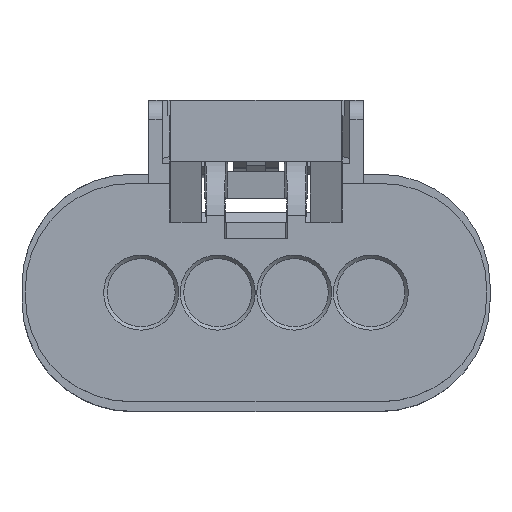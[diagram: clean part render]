
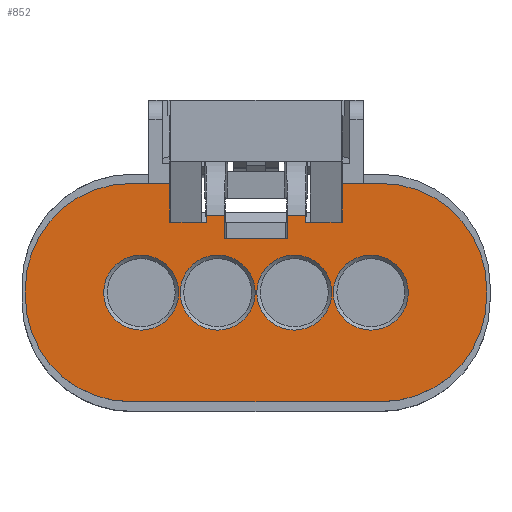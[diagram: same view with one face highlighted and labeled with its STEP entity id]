
A CAD part, top view. The second image highlights one B-rep face of the part: STEP entity #852.
In plain terms, the highlighted planar face has unit normal (0, 0, 1).
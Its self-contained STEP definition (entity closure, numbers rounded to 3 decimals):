
#852=ADVANCED_FACE('',(#1474,#1475,#1476,#1477,#1478),#1252,.T.);
#1252=PLANE('',#9240);
#1474=FACE_BOUND('',#1704,.T.);
#1475=FACE_BOUND('',#1705,.T.);
#1476=FACE_BOUND('',#1706,.T.);
#1477=FACE_BOUND('',#1707,.T.);
#1478=FACE_BOUND('',#1708,.T.);
#1704=EDGE_LOOP('',(#5253));
#1705=EDGE_LOOP('',(#5254));
#1706=EDGE_LOOP('',(#5255));
#1707=EDGE_LOOP('',(#5256));
#1708=EDGE_LOOP('',(#5257,#5258,#5259,#5260,#5261,#5262,#5263,#5264,#5265,
#5266,#5267,#5268,#5269,#5270,#5271,#5272,#5273,#5274,#5275,#5276));
#2406=LINE('',#13429,#3482);
#2411=LINE('',#13440,#3487);
#2416=LINE('',#13454,#3492);
#2418=LINE('',#13462,#3494);
#2424=LINE('',#13478,#3500);
#2487=LINE('',#13639,#3563);
#2489=LINE('',#13642,#3565);
#2530=LINE('',#14377,#3606);
#2539=LINE('',#14409,#3615);
#2540=LINE('',#14411,#3616);
#2541=LINE('',#14413,#3617);
#2542=LINE('',#14415,#3618);
#2543=LINE('',#14416,#3619);
#2544=LINE('',#14418,#3620);
#2545=LINE('',#14420,#3621);
#2546=LINE('',#14422,#3622);
#3482=VECTOR('',#10390,1.);
#3487=VECTOR('',#10397,1.);
#3492=VECTOR('',#10410,1.);
#3494=VECTOR('',#10420,1.);
#3500=VECTOR('',#10434,1.);
#3563=VECTOR('',#10577,1.);
#3565=VECTOR('',#10581,1.);
#3606=VECTOR('',#10662,1.);
#3615=VECTOR('',#10689,1.);
#3616=VECTOR('',#10690,1.);
#3617=VECTOR('',#10691,1.);
#3618=VECTOR('',#10692,1.);
#3619=VECTOR('',#10693,1.);
#3620=VECTOR('',#10694,1.);
#3621=VECTOR('',#10695,1.);
#3622=VECTOR('',#10696,1.);
#5253=ORIENTED_EDGE('',*,*,#8237,.T.);
#5254=ORIENTED_EDGE('',*,*,#8238,.T.);
#5255=ORIENTED_EDGE('',*,*,#8239,.T.);
#5256=ORIENTED_EDGE('',*,*,#8240,.T.);
#5257=ORIENTED_EDGE('',*,*,#8101,.F.);
#5258=ORIENTED_EDGE('',*,*,#8099,.T.);
#5259=ORIENTED_EDGE('',*,*,#8095,.T.);
#5260=ORIENTED_EDGE('',*,*,#8091,.T.);
#5261=ORIENTED_EDGE('',*,*,#8088,.T.);
#5262=ORIENTED_EDGE('',*,*,#8087,.T.);
#5263=ORIENTED_EDGE('',*,*,#8082,.T.);
#5264=ORIENTED_EDGE('',*,*,#8080,.T.);
#5265=ORIENTED_EDGE('',*,*,#8177,.F.);
#5266=ORIENTED_EDGE('',*,*,#8241,.F.);
#5267=ORIENTED_EDGE('',*,*,#8242,.T.);
#5268=ORIENTED_EDGE('',*,*,#8243,.T.);
#5269=ORIENTED_EDGE('',*,*,#8244,.F.);
#5270=ORIENTED_EDGE('',*,*,#8226,.F.);
#5271=ORIENTED_EDGE('',*,*,#8245,.T.);
#5272=ORIENTED_EDGE('',*,*,#8246,.F.);
#5273=ORIENTED_EDGE('',*,*,#8247,.F.);
#5274=ORIENTED_EDGE('',*,*,#8248,.F.);
#5275=ORIENTED_EDGE('',*,*,#8179,.F.);
#5276=ORIENTED_EDGE('',*,*,#8075,.T.);
#7094=VERTEX_POINT('',#13428);
#7095=VERTEX_POINT('',#13430);
#7099=VERTEX_POINT('',#13439);
#7100=VERTEX_POINT('',#13441);
#7101=VERTEX_POINT('',#13445);
#7103=VERTEX_POINT('',#13451);
#7105=VERTEX_POINT('',#13457);
#7107=VERTEX_POINT('',#13463);
#7110=VERTEX_POINT('',#13471);
#7112=VERTEX_POINT('',#13476);
#7169=VERTEX_POINT('',#13637);
#7171=VERTEX_POINT('',#13643);
#7195=VERTEX_POINT('',#14378);
#7196=VERTEX_POINT('',#14379);
#7205=VERTEX_POINT('',#14402);
#7206=VERTEX_POINT('',#14404);
#7207=VERTEX_POINT('',#14406);
#7208=VERTEX_POINT('',#14408);
#7209=VERTEX_POINT('',#14410);
#7210=VERTEX_POINT('',#14412);
#7211=VERTEX_POINT('',#14414);
#7212=VERTEX_POINT('',#14417);
#7213=VERTEX_POINT('',#14419);
#7214=VERTEX_POINT('',#14421);
#8075=EDGE_CURVE('',#7095,#7094,#2406,.T.);
#8080=EDGE_CURVE('',#7100,#7099,#2411,.T.);
#8082=EDGE_CURVE('',#7101,#7100,#8889,.T.);
#8087=EDGE_CURVE('',#7103,#7101,#2416,.T.);
#8088=EDGE_CURVE('',#7105,#7103,#8891,.T.);
#8091=EDGE_CURVE('',#7107,#7105,#2418,.T.);
#8095=EDGE_CURVE('',#7110,#7107,#8894,.T.);
#8099=EDGE_CURVE('',#7112,#7110,#2424,.T.);
#8101=EDGE_CURVE('',#7112,#7094,#8896,.T.);
#8177=EDGE_CURVE('',#7169,#7099,#2487,.T.);
#8179=EDGE_CURVE('',#7095,#7171,#2489,.T.);
#8226=EDGE_CURVE('',#7195,#7196,#2530,.T.);
#8237=EDGE_CURVE('',#7205,#7205,#8911,.T.);
#8238=EDGE_CURVE('',#7206,#7206,#8912,.T.);
#8239=EDGE_CURVE('',#7207,#7207,#8913,.T.);
#8240=EDGE_CURVE('',#7208,#7208,#8914,.T.);
#8241=EDGE_CURVE('',#7209,#7169,#2539,.T.);
#8242=EDGE_CURVE('',#7209,#7210,#2540,.T.);
#8243=EDGE_CURVE('',#7210,#7211,#2541,.T.);
#8244=EDGE_CURVE('',#7196,#7211,#2542,.T.);
#8245=EDGE_CURVE('',#7195,#7212,#2543,.T.);
#8246=EDGE_CURVE('',#7213,#7212,#2544,.T.);
#8247=EDGE_CURVE('',#7214,#7213,#2545,.T.);
#8248=EDGE_CURVE('',#7171,#7214,#2546,.T.);
#8889=CIRCLE('',#9159,5.5);
#8891=CIRCLE('',#9163,5.5);
#8894=CIRCLE('',#9168,5.5);
#8896=CIRCLE('',#9172,5.5);
#8911=CIRCLE('',#9236,1.96);
#8912=CIRCLE('',#9237,1.96);
#8913=CIRCLE('',#9238,1.96);
#8914=CIRCLE('',#9239,1.96);
#9159=AXIS2_PLACEMENT_3D('',#13444,#10401,#10402);
#9163=AXIS2_PLACEMENT_3D('',#13456,#10413,#10414);
#9168=AXIS2_PLACEMENT_3D('',#13470,#10427,#10428);
#9172=AXIS2_PLACEMENT_3D('',#13481,#10439,#10440);
#9236=AXIS2_PLACEMENT_3D('',#14401,#10681,#10682);
#9237=AXIS2_PLACEMENT_3D('',#14403,#10683,#10684);
#9238=AXIS2_PLACEMENT_3D('',#14405,#10685,#10686);
#9239=AXIS2_PLACEMENT_3D('',#14407,#10687,#10688);
#9240=AXIS2_PLACEMENT_3D('',#14423,#10697,#10698);
#10390=DIRECTION('',(-1.,0.,0.));
#10397=DIRECTION('',(-1.,0.,0.));
#10401=DIRECTION('',(0.,0.,1.));
#10402=DIRECTION('',(1.,0.,0.));
#10410=DIRECTION('',(0.,1.,0.));
#10413=DIRECTION('',(0.,0.,1.));
#10414=DIRECTION('',(1.,0.,0.));
#10420=DIRECTION('',(1.,0.,0.));
#10427=DIRECTION('',(0.,0.,1.));
#10428=DIRECTION('',(1.,0.,0.));
#10434=DIRECTION('',(0.,-1.,0.));
#10439=DIRECTION('',(0.,0.,-1.));
#10440=DIRECTION('',(1.,0.,0.));
#10577=DIRECTION('',(0.,1.,0.));
#10581=DIRECTION('',(0.,-1.,0.));
#10662=DIRECTION('',(1.,0.,0.));
#10681=DIRECTION('',(0.,0.,-1.));
#10682=DIRECTION('',(1.,0.,0.));
#10683=DIRECTION('',(0.,0.,-1.));
#10684=DIRECTION('',(1.,0.,0.));
#10685=DIRECTION('',(0.,0.,-1.));
#10686=DIRECTION('',(1.,0.,0.));
#10687=DIRECTION('',(0.,0.,-1.));
#10688=DIRECTION('',(1.,0.,0.));
#10689=DIRECTION('',(1.,0.,0.));
#10690=DIRECTION('',(0.,1.,0.));
#10691=DIRECTION('',(-1.,0.,0.));
#10692=DIRECTION('',(0.,1.,0.));
#10693=DIRECTION('',(0.,1.,0.));
#10694=DIRECTION('',(1.,0.,0.));
#10695=DIRECTION('',(0.,1.,0.));
#10696=DIRECTION('',(1.,0.,0.));
#10697=DIRECTION('',(0.,0.,1.));
#10698=DIRECTION('',(-1.,0.,0.));
#13428=CARTESIAN_POINT('',(-6.55,5.7,25.4));
#13429=CARTESIAN_POINT('',(-3.435,5.7,25.4));
#13430=CARTESIAN_POINT('',(-4.5,5.7,25.4));
#13439=CARTESIAN_POINT('',(4.5,5.7,25.4));
#13440=CARTESIAN_POINT('',(-1.4,5.7,25.4));
#13441=CARTESIAN_POINT('',(6.55,5.7,25.4));
#13444=CARTESIAN_POINT('',(6.55,0.2,25.4));
#13445=CARTESIAN_POINT('',(12.05,0.2,25.4));
#13451=CARTESIAN_POINT('',(12.05,-0.2,25.4));
#13454=CARTESIAN_POINT('',(12.05,-1.7,25.4));
#13456=CARTESIAN_POINT('',(6.55,-0.2,25.4));
#13457=CARTESIAN_POINT('',(6.55,-5.7,25.4));
#13462=CARTESIAN_POINT('',(-3.435,-5.7,25.4));
#13463=CARTESIAN_POINT('',(-6.55,-5.7,25.4));
#13470=CARTESIAN_POINT('',(-6.55,-0.2,25.4));
#13471=CARTESIAN_POINT('',(-12.05,-0.2,25.4));
#13476=CARTESIAN_POINT('',(-12.05,0.2,25.4));
#13478=CARTESIAN_POINT('',(-12.05,0.6,25.4));
#13481=CARTESIAN_POINT('',(-6.55,0.2,25.4));
#13637=CARTESIAN_POINT('',(4.5,3.675,25.4));
#13639=CARTESIAN_POINT('',(4.5,0.,25.4));
#13642=CARTESIAN_POINT('',(-4.5,0.,25.4));
#13643=CARTESIAN_POINT('',(-4.5,3.675,25.4));
#14377=CARTESIAN_POINT('',(-4.,2.825,25.4));
#14378=CARTESIAN_POINT('',(-1.626,2.825,25.4));
#14379=CARTESIAN_POINT('',(1.626,2.825,25.4));
#14401=CARTESIAN_POINT('',(6.,0.,25.4));
#14402=CARTESIAN_POINT('',(7.96,0.,25.4));
#14403=CARTESIAN_POINT('',(2.,0.,25.4));
#14404=CARTESIAN_POINT('',(3.96,0.,25.4));
#14405=CARTESIAN_POINT('',(-2.,0.,25.4));
#14406=CARTESIAN_POINT('',(-0.04,0.,25.4));
#14407=CARTESIAN_POINT('',(-6.,0.,25.4));
#14408=CARTESIAN_POINT('',(-4.04,0.,25.4));
#14409=CARTESIAN_POINT('',(-4.,3.675,25.4));
#14410=CARTESIAN_POINT('',(2.596,3.675,25.4));
#14411=CARTESIAN_POINT('',(2.596,3.6,25.4));
#14412=CARTESIAN_POINT('',(2.596,4.05,25.4));
#14413=CARTESIAN_POINT('',(-3.,4.05,25.4));
#14414=CARTESIAN_POINT('',(1.626,4.05,25.4));
#14415=CARTESIAN_POINT('',(1.626,0.,25.4));
#14416=CARTESIAN_POINT('',(-1.626,3.575,25.4));
#14417=CARTESIAN_POINT('',(-1.626,4.05,25.4));
#14418=CARTESIAN_POINT('',(-3.,4.05,25.4));
#14419=CARTESIAN_POINT('',(-2.596,4.05,25.4));
#14420=CARTESIAN_POINT('',(-2.596,0.,25.4));
#14421=CARTESIAN_POINT('',(-2.596,3.675,25.4));
#14422=CARTESIAN_POINT('',(-0.035,3.675,25.4));
#14423=CARTESIAN_POINT('',(-0.035,0.,25.4));
